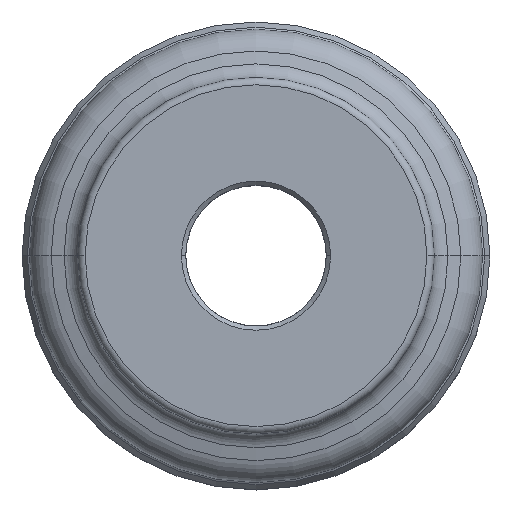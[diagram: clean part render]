
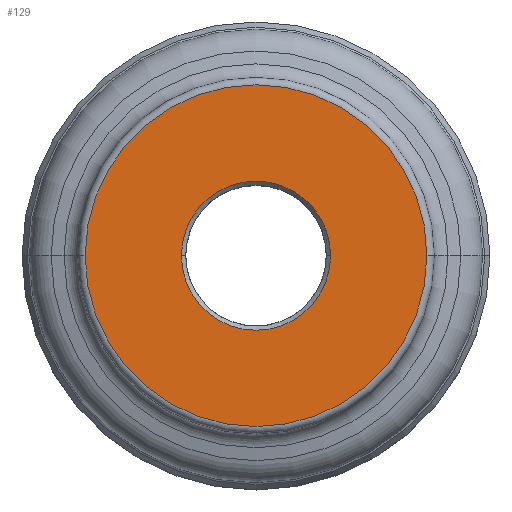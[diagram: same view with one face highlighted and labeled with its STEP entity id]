
A CAD part, top view. The second image highlights one B-rep face of the part: STEP entity #129.
In plain terms, the highlighted planar face has unit normal (0, 0, 1).
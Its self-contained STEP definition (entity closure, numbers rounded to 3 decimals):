
#78=PLANE('',#1434);
#87=FACE_BOUND('',#302,.T.);
#88=FACE_BOUND('',#303,.T.);
#129=ADVANCED_FACE('',(#87,#88),#78,.F.);
#302=EDGE_LOOP('',(#498,#499,#500,#501));
#303=EDGE_LOOP('',(#502,#503));
#498=ORIENTED_EDGE('',*,*,#874,.T.);
#499=ORIENTED_EDGE('',*,*,#872,.T.);
#500=ORIENTED_EDGE('',*,*,#871,.F.);
#501=ORIENTED_EDGE('',*,*,#875,.F.);
#502=ORIENTED_EDGE('',*,*,#876,.T.);
#503=ORIENTED_EDGE('',*,*,#877,.T.);
#736=VERTEX_POINT('',#2188);
#737=VERTEX_POINT('',#2190);
#738=VERTEX_POINT('',#2192);
#739=VERTEX_POINT('',#2196);
#740=VERTEX_POINT('',#2200);
#741=VERTEX_POINT('',#2201);
#871=EDGE_CURVE('',#736,#737,#1025,.T.);
#872=EDGE_CURVE('',#738,#737,#1026,.T.);
#874=EDGE_CURVE('',#739,#738,#1028,.T.);
#875=EDGE_CURVE('',#739,#736,#1029,.T.);
#876=EDGE_CURVE('',#740,#741,#1030,.T.);
#877=EDGE_CURVE('',#741,#740,#1031,.T.);
#1025=CIRCLE('',#1425,46.385);
#1026=CIRCLE('',#1426,46.385);
#1028=CIRCLE('',#1429,46.385);
#1029=CIRCLE('',#1430,46.385);
#1030=CIRCLE('',#1432,20.25);
#1031=CIRCLE('',#1433,20.25);
#1425=AXIS2_PLACEMENT_3D('',#2189,#1760,#1761);
#1426=AXIS2_PLACEMENT_3D('',#2191,#1762,#1763);
#1429=AXIS2_PLACEMENT_3D('',#2195,#1768,#1769);
#1430=AXIS2_PLACEMENT_3D('',#2197,#1770,#1771);
#1432=AXIS2_PLACEMENT_3D('',#2199,#1774,#1775);
#1433=AXIS2_PLACEMENT_3D('',#2202,#1776,#1777);
#1434=AXIS2_PLACEMENT_3D('',#2203,#1778,#1779);
#1760=DIRECTION('',(0.,0.,-1.));
#1761=DIRECTION('',(-1.,0.,0.));
#1762=DIRECTION('',(0.,0.,1.));
#1763=DIRECTION('',(1.,0.,0.));
#1768=DIRECTION('',(0.,0.,1.));
#1769=DIRECTION('',(1.,0.,0.));
#1770=DIRECTION('',(0.,0.,-1.));
#1771=DIRECTION('',(-1.,0.,0.));
#1774=DIRECTION('',(0.,0.,-1.));
#1775=DIRECTION('',(-1.,0.,0.));
#1776=DIRECTION('',(0.,0.,-1.));
#1777=DIRECTION('',(1.,0.,0.));
#1778=DIRECTION('',(0.,0.,-1.));
#1779=DIRECTION('',(-1.,0.,0.));
#2188=CARTESIAN_POINT('',(-46.385,0.,0.));
#2189=CARTESIAN_POINT('',(0.,0.,0.));
#2190=CARTESIAN_POINT('',(-46.385,0.021,0.));
#2191=CARTESIAN_POINT('',(0.,0.,0.));
#2192=CARTESIAN_POINT('',(46.385,0.,0.));
#2195=CARTESIAN_POINT('',(0.,0.,0.));
#2196=CARTESIAN_POINT('',(46.385,-0.021,0.));
#2197=CARTESIAN_POINT('',(0.,0.,0.));
#2199=CARTESIAN_POINT('',(0.,0.,0.));
#2200=CARTESIAN_POINT('',(-20.25,0.,0.));
#2201=CARTESIAN_POINT('',(20.25,0.,0.));
#2202=CARTESIAN_POINT('',(0.,0.,0.));
#2203=CARTESIAN_POINT('',(0.,0.,0.));
